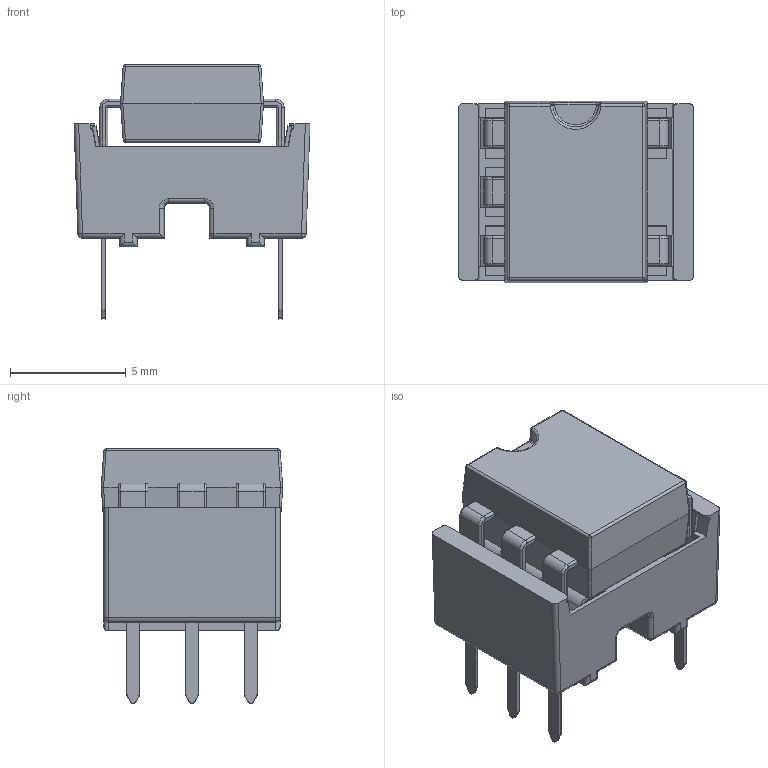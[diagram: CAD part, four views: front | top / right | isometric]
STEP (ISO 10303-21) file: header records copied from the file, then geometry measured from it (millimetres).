
FILE_DESCRIPTION(/* description */ (''),/* implementation_level */ '2;1');
FILE_NAME(/* name */ 'DIP-5 W7.62mm IC with Socket.stp',/* time_stamp */ '2019-09-26T16:04:30+02:00',/* author */ ('PCB-Tech'),/* organization */ (''),/* preprocessor_version */ 'ST-DEVELOPER v17.2',/* originating_system */ 'Autodesk Inventor 2019',/* authorisation */ '');
FILE_SCHEMA (('AUTOMOTIVE_DESIGN { 1 0 10303 214 3 1 1 }'));
Length unit declared in the file: millimetre
Products named in the file (6): DIP-5 W7.62mm IC with Socket; Stamped Dual Wipe Contact for DIP Sockets; DIP-5 W7.62mm Package; DIP-5 W7.62; IC Beinchen; Body DIP-5 P7.62mm Socket
Assembly tree (13 placements, depth 3):
  DIP-5 W7.62mm IC with Socket
    Stamped Dual Wipe Contact for DIP Sockets  x5
    DIP-5 W7.62mm Package
      IC Beinchen  x5
      DIP-5 W7.62
    Body DIP-5 P7.62mm Socket
Bounding box: 10.2 x 7.84 x 11.01 mm (x, y, z)
Volume: 391.5 mm3; surface area: 975.2 mm2
Topology: 12 solids, 12 shells, 2055 faces, 4981 edges, 2982 vertices
Faces by surface type: plane 645, cylinder 615, bspline 455, torus 255, sphere 85
Entity records: 25438 total; most frequent: CARTESIAN_POINT 10847, ORIENTED_EDGE 3078, DIRECTION 2885, EDGE_CURVE 1539, AXIS2_PLACEMENT_3D 993, VERTEX_POINT 937, LINE 899, VECTOR 899
